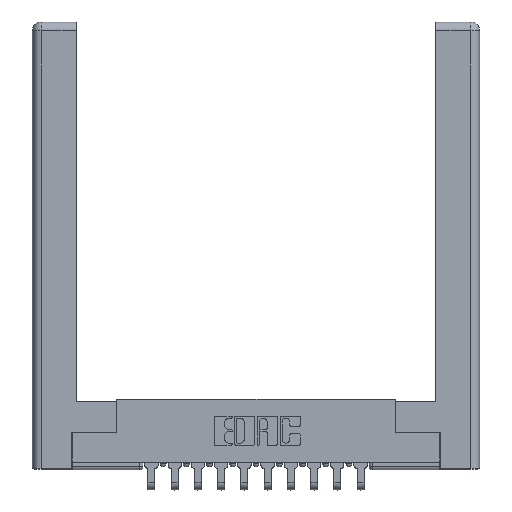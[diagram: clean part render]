
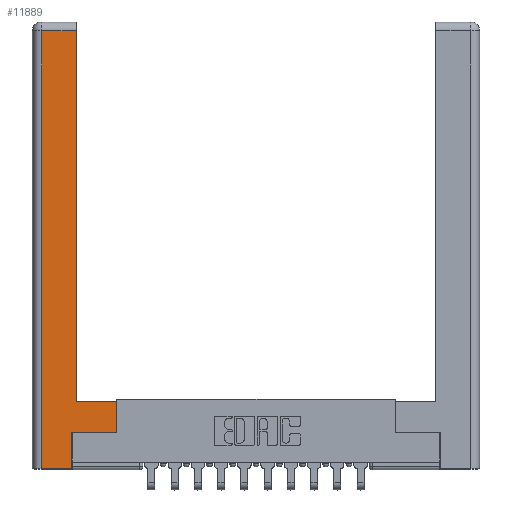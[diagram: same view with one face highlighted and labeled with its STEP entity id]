
A CAD part, top view. The second image highlights one B-rep face of the part: STEP entity #11889.
In plain terms, the highlighted planar face has unit normal (0, 0, 1).
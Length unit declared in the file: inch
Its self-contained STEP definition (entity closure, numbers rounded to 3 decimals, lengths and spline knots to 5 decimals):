
#254 = DIRECTION ( 'NONE',  ( 0., 1., 0. ) ) ;
#1396 = AXIS2_PLACEMENT_3D ( 'NONE', #1821, #3098, #12525 ) ;
#1652 = LINE ( 'NONE', #10583, #13818 ) ;
#1821 = CARTESIAN_POINT ( 'NONE',  ( 0., 0., 0. ) ) ;
#1842 = EDGE_CURVE ( 'NONE', #9305, #9745, #14735, .T. ) ;
#1851 = VERTEX_POINT ( 'NONE', #6567 ) ;
#2232 = VECTOR ( 'NONE', #8990, 39.37008 ) ;
#2247 = ORIENTED_EDGE ( 'NONE', *, *, #12803, .T. ) ;
#2352 = CARTESIAN_POINT ( 'NONE',  ( 0.265, 0.245, 0. ) ) ;
#2641 = ORIENTED_EDGE ( 'NONE', *, *, #12263, .T. ) ;
#2950 = EDGE_LOOP ( 'NONE', ( #2641, #2247, #5888, #7447, #10109, #5797, #14332, #6493 ) ) ;
#3098 = DIRECTION ( 'NONE',  ( 0., 0., -1. ) ) ;
#3295 = LINE ( 'NONE', #7482, #13801 ) ;
#3347 = DIRECTION ( 'NONE',  ( 0., -1., 0. ) ) ;
#3757 = LINE ( 'NONE', #14052, #12217 ) ;
#3986 = EDGE_CURVE ( 'NONE', #10467, #1851, #9712, .T. ) ;
#4023 = VERTEX_POINT ( 'NONE', #13881 ) ;
#4188 = VERTEX_POINT ( 'NONE', #5622 ) ;
#5049 = VECTOR ( 'NONE', #8300, 39.37008 ) ;
#5094 = CARTESIAN_POINT ( 'NONE',  ( 0.295, 0.45, 0. ) ) ;
#5151 = VECTOR ( 'NONE', #8164, 39.37008 ) ;
#5192 = CARTESIAN_POINT ( 'NONE',  ( 0.265, 0., 0. ) ) ;
#5310 = EDGE_CURVE ( 'NONE', #10232, #13000, #3757, .T. ) ;
#5325 = PLANE ( 'NONE',  #1396 ) ;
#5622 = CARTESIAN_POINT ( 'NONE',  ( 0.565, 0.245, 0. ) ) ;
#5797 = ORIENTED_EDGE ( 'NONE', *, *, #15177, .T. ) ;
#5888 = ORIENTED_EDGE ( 'NONE', *, *, #3986, .T. ) ;
#6493 = ORIENTED_EDGE ( 'NONE', *, *, #5310, .T. ) ;
#6567 = CARTESIAN_POINT ( 'NONE',  ( 0.0615, 0., 0. ) ) ;
#7447 = ORIENTED_EDGE ( 'NONE', *, *, #14881, .T. ) ;
#7482 = CARTESIAN_POINT ( 'NONE',  ( 0.565, 0.45, 0. ) ) ;
#7739 = CARTESIAN_POINT ( 'NONE',  ( 0.0615, 2.94, 0. ) ) ;
#8009 = CARTESIAN_POINT ( 'NONE',  ( 0.565, 0.45, 0. ) ) ;
#8164 = DIRECTION ( 'NONE',  ( 1., 0., 0. ) ) ;
#8284 = DIRECTION ( 'NONE',  ( -1., 0., 0. ) ) ;
#8300 = DIRECTION ( 'NONE',  ( -1., 0., 0. ) ) ;
#8764 = DIRECTION ( 'NONE',  ( 0., 1., 0. ) ) ;
#8880 = CARTESIAN_POINT ( 'NONE',  ( 0.265, 0.245, 0. ) ) ;
#8990 = DIRECTION ( 'NONE',  ( 0., 1., 0. ) ) ;
#9305 = VERTEX_POINT ( 'NONE', #5192 ) ;
#9712 = LINE ( 'NONE', #10401, #10620 ) ;
#9745 = VERTEX_POINT ( 'NONE', #2352 ) ;
#10109 = ORIENTED_EDGE ( 'NONE', *, *, #1842, .T. ) ;
#10232 = VERTEX_POINT ( 'NONE', #8009 ) ;
#10401 = CARTESIAN_POINT ( 'NONE',  ( 0.0615, 0., 0. ) ) ;
#10467 = VERTEX_POINT ( 'NONE', #7739 ) ;
#10583 = CARTESIAN_POINT ( 'NONE',  ( 0.265, 0., 0. ) ) ;
#10588 = VECTOR ( 'NONE', #254, 39.37008 ) ;
#10620 = VECTOR ( 'NONE', #3347, 39.37008 ) ;
#11646 = CARTESIAN_POINT ( 'NONE',  ( 0.295, 3., 0. ) ) ;
#11775 = LINE ( 'NONE', #15143, #5151 ) ;
#11855 = LINE ( 'NONE', #11646, #10588 ) ;
#11889 = ADVANCED_FACE ( 'NONE', ( #13162 ), #5325, .F. ) ;
#12217 = VECTOR ( 'NONE', #8284, 39.37008 ) ;
#12263 = EDGE_CURVE ( 'NONE', #13000, #4023, #11855, .T. ) ;
#12391 = LINE ( 'NONE', #13067, #5049 ) ;
#12525 = DIRECTION ( 'NONE',  ( -1., 0., 0. ) ) ;
#12803 = EDGE_CURVE ( 'NONE', #4023, #10467, #12391, .T. ) ;
#13000 = VERTEX_POINT ( 'NONE', #5094 ) ;
#13067 = CARTESIAN_POINT ( 'NONE',  ( 0.0615, 2.94, 0. ) ) ;
#13162 = FACE_OUTER_BOUND ( 'NONE', #2950, .T. ) ;
#13801 = VECTOR ( 'NONE', #8764, 39.37008 ) ;
#13818 = VECTOR ( 'NONE', #14184, 39.37008 ) ;
#13881 = CARTESIAN_POINT ( 'NONE',  ( 0.295, 2.94, 0. ) ) ;
#14052 = CARTESIAN_POINT ( 'NONE',  ( 0.295, 0.45, 0. ) ) ;
#14184 = DIRECTION ( 'NONE',  ( 1., 0., 0. ) ) ;
#14332 = ORIENTED_EDGE ( 'NONE', *, *, #15099, .T. ) ;
#14735 = LINE ( 'NONE', #8880, #2232 ) ;
#14881 = EDGE_CURVE ( 'NONE', #1851, #9305, #1652, .T. ) ;
#15099 = EDGE_CURVE ( 'NONE', #4188, #10232, #3295, .T. ) ;
#15143 = CARTESIAN_POINT ( 'NONE',  ( 0.565, 0.245, 0. ) ) ;
#15177 = EDGE_CURVE ( 'NONE', #9745, #4188, #11775, .T. ) ;
